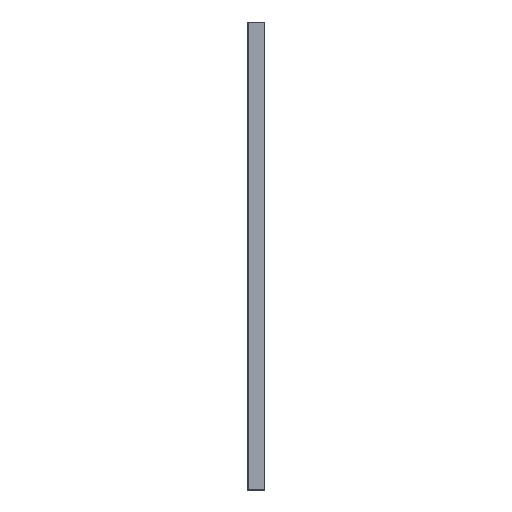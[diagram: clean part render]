
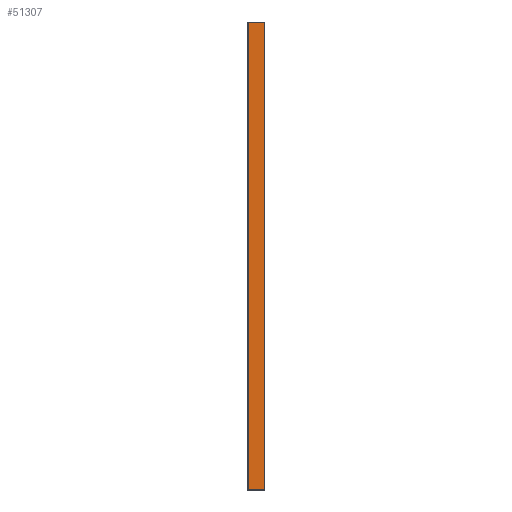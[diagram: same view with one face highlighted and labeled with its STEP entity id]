
A CAD part, front view. The second image highlights one B-rep face of the part: STEP entity #51307.
In plain terms, the highlighted planar face has unit normal (0, -1, 0).
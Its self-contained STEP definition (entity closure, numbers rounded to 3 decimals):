
#37931 = PLANE('',#37932);
#37932 = AXIS2_PLACEMENT_3D('',#37933,#37934,#37935);
#37933 = CARTESIAN_POINT('',(4.,-8.95,0.05));
#37934 = DIRECTION('',(0.,0.707,0.707));
#37935 = DIRECTION('',(1.,0.,0.));
#38290 = PLANE('',#38291);
#38291 = AXIS2_PLACEMENT_3D('',#38292,#38293,#38294);
#38292 = CARTESIAN_POINT('',(4.,-8.95,224.95));
#38293 = DIRECTION('',(0.,-0.707,
    0.707));
#38294 = DIRECTION('',(1.,0.,0.));
#38628 = PLANE('',#38629);
#38629 = AXIS2_PLACEMENT_3D('',#38630,#38631,#38632);
#38630 = CARTESIAN_POINT('',(-3.9,-8.9,0.));
#38631 = DIRECTION('',(-0.707,-0.707,
    0.));
#38632 = DIRECTION('',(0.,0.,1.));
#43443 = VERTEX_POINT('',#43444);
#43444 = CARTESIAN_POINT('',(3.9,-9.,0.1));
#43465 = EDGE_CURVE('',#43443,#43466,#43468,.T.);
#43466 = VERTEX_POINT('',#43467);
#43467 = CARTESIAN_POINT('',(-3.8,-9.,0.1));
#43468 = SURFACE_CURVE('',#43469,(#43473,#43480),.PCURVE_S1.);
#43469 = LINE('',#43470,#43471);
#43470 = CARTESIAN_POINT('',(4.,-9.,0.1));
#43471 = VECTOR('',#43472,1.);
#43472 = DIRECTION('',(-1.,0.,0.));
#43473 = PCURVE('',#37931,#43474);
#43474 = DEFINITIONAL_REPRESENTATION('',(#43475),#43479);
#43475 = LINE('',#43476,#43477);
#43476 = CARTESIAN_POINT('',(0.,-0.071));
#43477 = VECTOR('',#43478,1.);
#43478 = DIRECTION('',(-1.,0.));
#43479 = ( GEOMETRIC_REPRESENTATION_CONTEXT(2) 
PARAMETRIC_REPRESENTATION_CONTEXT() REPRESENTATION_CONTEXT('2D SPACE',''
  ) );
#43480 = PCURVE('',#43481,#43486);
#43481 = PLANE('',#43482);
#43482 = AXIS2_PLACEMENT_3D('',#43483,#43484,#43485);
#43483 = CARTESIAN_POINT('',(4.,-9.,0.));
#43484 = DIRECTION('',(0.,-1.,0.));
#43485 = DIRECTION('',(-1.,0.,0.));
#43486 = DEFINITIONAL_REPRESENTATION('',(#43487),#43491);
#43487 = LINE('',#43488,#43489);
#43488 = CARTESIAN_POINT('',(0.,-0.1));
#43489 = VECTOR('',#43490,1.);
#43490 = DIRECTION('',(1.,0.));
#43491 = ( GEOMETRIC_REPRESENTATION_CONTEXT(2) 
PARAMETRIC_REPRESENTATION_CONTEXT() REPRESENTATION_CONTEXT('2D SPACE',''
  ) );
#43791 = VERTEX_POINT('',#43792);
#43792 = CARTESIAN_POINT('',(3.9,-9.,224.9));
#43813 = EDGE_CURVE('',#43791,#43814,#43816,.T.);
#43814 = VERTEX_POINT('',#43815);
#43815 = CARTESIAN_POINT('',(-3.8,-9.,224.9));
#43816 = SURFACE_CURVE('',#43817,(#43821,#43828),.PCURVE_S1.);
#43817 = LINE('',#43818,#43819);
#43818 = CARTESIAN_POINT('',(4.,-9.,224.9));
#43819 = VECTOR('',#43820,1.);
#43820 = DIRECTION('',(-1.,0.,0.));
#43821 = PCURVE('',#38290,#43822);
#43822 = DEFINITIONAL_REPRESENTATION('',(#43823),#43827);
#43823 = LINE('',#43824,#43825);
#43824 = CARTESIAN_POINT('',(0.,-0.071));
#43825 = VECTOR('',#43826,1.);
#43826 = DIRECTION('',(-1.,0.));
#43827 = ( GEOMETRIC_REPRESENTATION_CONTEXT(2) 
PARAMETRIC_REPRESENTATION_CONTEXT() REPRESENTATION_CONTEXT('2D SPACE',''
  ) );
#43828 = PCURVE('',#43481,#43829);
#43829 = DEFINITIONAL_REPRESENTATION('',(#43830),#43834);
#43830 = LINE('',#43831,#43832);
#43831 = CARTESIAN_POINT('',(0.,-224.9));
#43832 = VECTOR('',#43833,1.);
#43833 = DIRECTION('',(1.,0.));
#43834 = ( GEOMETRIC_REPRESENTATION_CONTEXT(2) 
PARAMETRIC_REPRESENTATION_CONTEXT() REPRESENTATION_CONTEXT('2D SPACE',''
  ) );
#43915 = EDGE_CURVE('',#43466,#43814,#43916,.T.);
#43916 = SURFACE_CURVE('',#43917,(#43921,#43928),.PCURVE_S1.);
#43917 = LINE('',#43918,#43919);
#43918 = CARTESIAN_POINT('',(-3.8,-9.,0.));
#43919 = VECTOR('',#43920,1.);
#43920 = DIRECTION('',(0.,0.,1.));
#43921 = PCURVE('',#38628,#43922);
#43922 = DEFINITIONAL_REPRESENTATION('',(#43923),#43927);
#43923 = LINE('',#43924,#43925);
#43924 = CARTESIAN_POINT('',(0.,-0.141));
#43925 = VECTOR('',#43926,1.);
#43926 = DIRECTION('',(1.,0.));
#43927 = ( GEOMETRIC_REPRESENTATION_CONTEXT(2) 
PARAMETRIC_REPRESENTATION_CONTEXT() REPRESENTATION_CONTEXT('2D SPACE',''
  ) );
#43928 = PCURVE('',#43481,#43929);
#43929 = DEFINITIONAL_REPRESENTATION('',(#43930),#43934);
#43930 = LINE('',#43931,#43932);
#43931 = CARTESIAN_POINT('',(7.8,0.));
#43932 = VECTOR('',#43933,1.);
#43933 = DIRECTION('',(0.,-1.));
#43934 = ( GEOMETRIC_REPRESENTATION_CONTEXT(2) 
PARAMETRIC_REPRESENTATION_CONTEXT() REPRESENTATION_CONTEXT('2D SPACE',''
  ) );
#50990 = PLANE('',#50991);
#50991 = AXIS2_PLACEMENT_3D('',#50992,#50993,#50994);
#50992 = CARTESIAN_POINT('',(3.95,-8.95,0.));
#50993 = DIRECTION('',(0.707,-0.707,0.));
#50994 = DIRECTION('',(0.,0.,1.));
#51307 = ADVANCED_FACE('',(#51308),#43481,.T.);
#51308 = FACE_BOUND('',#51309,.T.);
#51309 = EDGE_LOOP('',(#51310,#51331,#51332,#51333));
#51310 = ORIENTED_EDGE('',*,*,#51311,.T.);
#51311 = EDGE_CURVE('',#43443,#43791,#51312,.T.);
#51312 = SURFACE_CURVE('',#51313,(#51317,#51324),.PCURVE_S1.);
#51313 = LINE('',#51314,#51315);
#51314 = CARTESIAN_POINT('',(3.9,-9.,0.));
#51315 = VECTOR('',#51316,1.);
#51316 = DIRECTION('',(0.,0.,1.));
#51317 = PCURVE('',#43481,#51318);
#51318 = DEFINITIONAL_REPRESENTATION('',(#51319),#51323);
#51319 = LINE('',#51320,#51321);
#51320 = CARTESIAN_POINT('',(0.1,0.));
#51321 = VECTOR('',#51322,1.);
#51322 = DIRECTION('',(0.,-1.));
#51323 = ( GEOMETRIC_REPRESENTATION_CONTEXT(2) 
PARAMETRIC_REPRESENTATION_CONTEXT() REPRESENTATION_CONTEXT('2D SPACE',''
  ) );
#51324 = PCURVE('',#50990,#51325);
#51325 = DEFINITIONAL_REPRESENTATION('',(#51326),#51330);
#51326 = LINE('',#51327,#51328);
#51327 = CARTESIAN_POINT('',(0.,0.071));
#51328 = VECTOR('',#51329,1.);
#51329 = DIRECTION('',(1.,0.));
#51330 = ( GEOMETRIC_REPRESENTATION_CONTEXT(2) 
PARAMETRIC_REPRESENTATION_CONTEXT() REPRESENTATION_CONTEXT('2D SPACE',''
  ) );
#51331 = ORIENTED_EDGE('',*,*,#43813,.T.);
#51332 = ORIENTED_EDGE('',*,*,#43915,.F.);
#51333 = ORIENTED_EDGE('',*,*,#43465,.F.);
